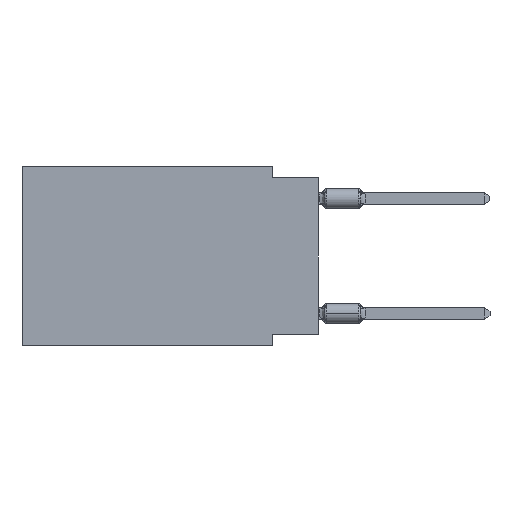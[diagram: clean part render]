
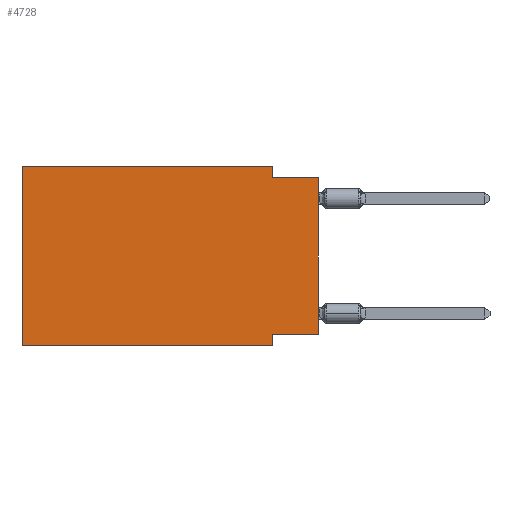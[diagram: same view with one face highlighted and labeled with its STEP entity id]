
A CAD part, left-side view. The second image highlights one B-rep face of the part: STEP entity #4728.
In plain terms, the highlighted planar face has unit normal (-1, 0, 0).
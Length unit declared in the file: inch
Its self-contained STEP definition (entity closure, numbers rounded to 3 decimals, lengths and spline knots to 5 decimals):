
#455 = DIRECTION ( 'NONE',  ( 0., 1., 0. ) ) ;
#484 = EDGE_CURVE ( 'NONE', #12427, #2014, #9323, .T. ) ;
#623 = LINE ( 'NONE', #8624, #11544 ) ;
#1247 = VECTOR ( 'NONE', #12274, 39.37008 ) ;
#1432 = ORIENTED_EDGE ( 'NONE', *, *, #5539, .F. ) ;
#1726 = DIRECTION ( 'NONE',  ( 0., 0., 1. ) ) ;
#1853 = EDGE_CURVE ( 'NONE', #2002, #9103, #4680, .T. ) ;
#1994 = CARTESIAN_POINT ( 'NONE',  ( 0., 0.1, -0.39 ) ) ;
#2002 = VERTEX_POINT ( 'NONE', #8938 ) ;
#2014 = VERTEX_POINT ( 'NONE', #6974 ) ;
#2173 = ORIENTED_EDGE ( 'NONE', *, *, #10159, .F. ) ;
#2238 = EDGE_LOOP ( 'NONE', ( #12858, #8063, #4604, #2173, #12282, #5980, #1432, #6886 ) ) ;
#2886 = CARTESIAN_POINT ( 'NONE',  ( 0., 0., 0. ) ) ;
#2987 = CARTESIAN_POINT ( 'NONE',  ( 0., 0., -0.365 ) ) ;
#3149 = VECTOR ( 'NONE', #8695, 39.37008 ) ;
#3663 = DIRECTION ( 'NONE',  ( 1., 0., 0. ) ) ;
#3820 = DIRECTION ( 'NONE',  ( 0., 0., -1. ) ) ;
#3822 = CARTESIAN_POINT ( 'NONE',  ( 0., 0., -0.025 ) ) ;
#4321 = CARTESIAN_POINT ( 'NONE',  ( 0., 0.645, 0. ) ) ;
#4604 = ORIENTED_EDGE ( 'NONE', *, *, #6641, .F. ) ;
#4680 = LINE ( 'NONE', #3822, #3149 ) ;
#4707 = DIRECTION ( 'NONE',  ( 0., 0., -1. ) ) ;
#4728 = ADVANCED_FACE ( 'NONE', ( #6804 ), #9703, .F. ) ;
#4985 = DIRECTION ( 'NONE',  ( 0., 0., -1. ) ) ;
#5189 = VERTEX_POINT ( 'NONE', #10848 ) ;
#5417 = LINE ( 'NONE', #9435, #7352 ) ;
#5539 = EDGE_CURVE ( 'NONE', #5189, #7624, #6109, .T. ) ;
#5641 = CARTESIAN_POINT ( 'NONE',  ( 0., 0.645, -0.39 ) ) ;
#5807 = CARTESIAN_POINT ( 'NONE',  ( 0., 0.1, -0.39 ) ) ;
#5980 = ORIENTED_EDGE ( 'NONE', *, *, #7045, .T. ) ;
#6100 = VECTOR ( 'NONE', #10415, 39.37008 ) ;
#6109 = LINE ( 'NONE', #1994, #8427 ) ;
#6340 = VERTEX_POINT ( 'NONE', #2987 ) ;
#6569 = CARTESIAN_POINT ( 'NONE',  ( 0., 0.645, -0.39 ) ) ;
#6632 = LINE ( 'NONE', #5641, #12599 ) ;
#6641 = EDGE_CURVE ( 'NONE', #8105, #2002, #623, .T. ) ;
#6804 = FACE_OUTER_BOUND ( 'NONE', #2238, .T. ) ;
#6886 = ORIENTED_EDGE ( 'NONE', *, *, #10269, .F. ) ;
#6974 = CARTESIAN_POINT ( 'NONE',  ( 0., 0.645, 0. ) ) ;
#7045 = EDGE_CURVE ( 'NONE', #12427, #7624, #6632, .T. ) ;
#7352 = VECTOR ( 'NONE', #455, 39.37008 ) ;
#7624 = VERTEX_POINT ( 'NONE', #5807 ) ;
#8063 = ORIENTED_EDGE ( 'NONE', *, *, #1853, .F. ) ;
#8105 = VERTEX_POINT ( 'NONE', #11358 ) ;
#8366 = EDGE_CURVE ( 'NONE', #6340, #9103, #11886, .T. ) ;
#8427 = VECTOR ( 'NONE', #4985, 39.37008 ) ;
#8459 = CARTESIAN_POINT ( 'NONE',  ( 0., 0., -0.025 ) ) ;
#8624 = CARTESIAN_POINT ( 'NONE',  ( 0., 0.1, 0. ) ) ;
#8695 = DIRECTION ( 'NONE',  ( 0., -1., 0. ) ) ;
#8938 = CARTESIAN_POINT ( 'NONE',  ( 0., 0.1, -0.025 ) ) ;
#9103 = VERTEX_POINT ( 'NONE', #8459 ) ;
#9323 = LINE ( 'NONE', #4321, #1247 ) ;
#9435 = CARTESIAN_POINT ( 'NONE',  ( 0., 0., -0.365 ) ) ;
#9452 = AXIS2_PLACEMENT_3D ( 'NONE', #12671, #3663, #4707 ) ;
#9703 = PLANE ( 'NONE',  #9452 ) ;
#10159 = EDGE_CURVE ( 'NONE', #2014, #8105, #12526, .T. ) ;
#10269 = EDGE_CURVE ( 'NONE', #6340, #5189, #5417, .T. ) ;
#10415 = DIRECTION ( 'NONE',  ( 0., -1., 0. ) ) ;
#10848 = CARTESIAN_POINT ( 'NONE',  ( 0., 0.1, -0.365 ) ) ;
#11358 = CARTESIAN_POINT ( 'NONE',  ( 0., 0.1, 0. ) ) ;
#11490 = DIRECTION ( 'NONE',  ( 0., -1., 0. ) ) ;
#11544 = VECTOR ( 'NONE', #3820, 39.37008 ) ;
#11587 = VECTOR ( 'NONE', #1726, 39.37008 ) ;
#11886 = LINE ( 'NONE', #2886, #11587 ) ;
#12274 = DIRECTION ( 'NONE',  ( 0., 0., 1. ) ) ;
#12282 = ORIENTED_EDGE ( 'NONE', *, *, #484, .F. ) ;
#12390 = CARTESIAN_POINT ( 'NONE',  ( 0., 0.645, 0. ) ) ;
#12427 = VERTEX_POINT ( 'NONE', #6569 ) ;
#12526 = LINE ( 'NONE', #12390, #6100 ) ;
#12599 = VECTOR ( 'NONE', #11490, 39.37008 ) ;
#12671 = CARTESIAN_POINT ( 'NONE',  ( 0., 0.645, 0. ) ) ;
#12858 = ORIENTED_EDGE ( 'NONE', *, *, #8366, .T. ) ;
